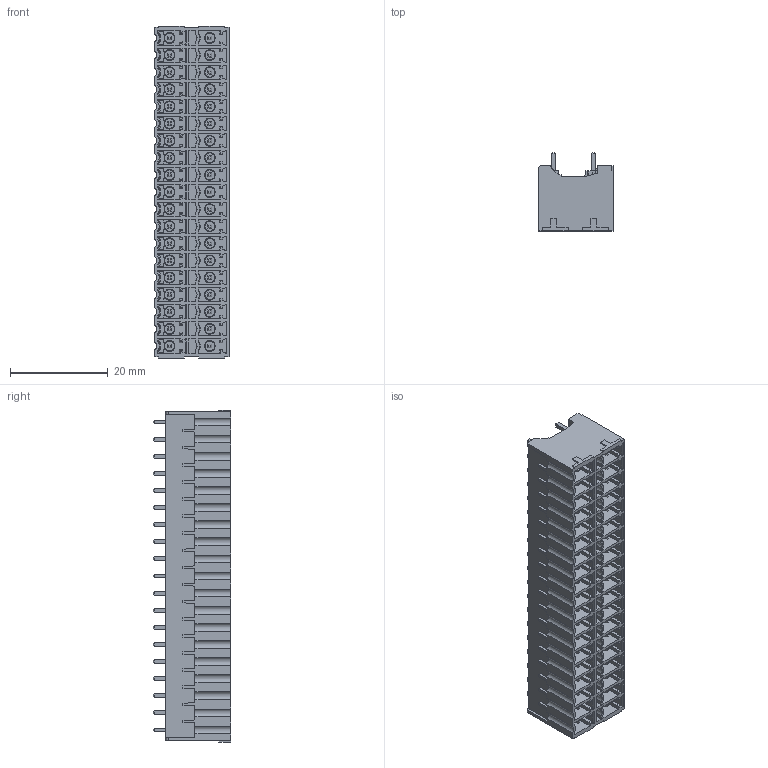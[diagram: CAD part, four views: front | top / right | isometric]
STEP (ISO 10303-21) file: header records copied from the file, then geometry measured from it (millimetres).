
FILE_DESCRIPTION((''),'2;1');
FILE_NAME('1','2024-09-10T14:13:20',('sheji109'),(''),'CREO PARAMETRIC BY PTC INC, 2018100','CREO PARAMETRIC BY PTC INC, 2018100','');
FILE_SCHEMA(('CONFIG_CONTROL_DESIGN'));
Products named in the file (1): 1
Bounding box: 15.2 x 15.9 x 67.9 mm (x, y, z)
Volume: 7922.6 mm3; surface area: 12489.9 mm2
Topology: 1 solids, 1 shells, 3823 faces, 10369 edges, 6681 vertices
Faces by surface type: plane 3061, cylinder 420, cone 285, bspline 38, torus 19
Entity records: 120804 total; most frequent: CARTESIAN_POINT 25590, ORIENTED_EDGE 20738, DIRECTION 18118, EDGE_CURVE 10369, VECTOR 8628, LINE 8628, VERTEX_POINT 6681, AXIS2_PLACEMENT_3D 4745
